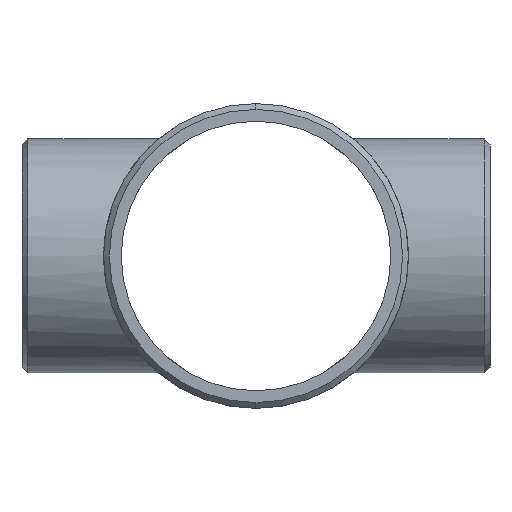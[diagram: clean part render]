
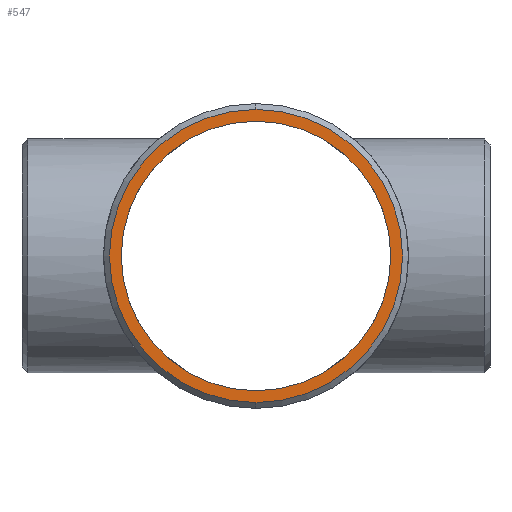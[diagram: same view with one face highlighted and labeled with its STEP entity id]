
A CAD part, left-side view. The second image highlights one B-rep face of the part: STEP entity #547.
In plain terms, the highlighted planar face has unit normal (-1, 0, 0).
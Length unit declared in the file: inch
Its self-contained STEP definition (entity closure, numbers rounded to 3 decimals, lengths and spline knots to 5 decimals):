
#4 = AXIS2_PLACEMENT_3D ( 'NONE', #501, #392, #850 ) ;
#35 = EDGE_CURVE ( 'NONE', #1338, #1160, #490, .T. ) ;
#45 = CARTESIAN_POINT ( 'NONE',  ( -7., 0., 0. ) ) ;
#53 = DIRECTION ( 'NONE',  ( 0., 0., 1. ) ) ;
#57 = CARTESIAN_POINT ( 'NONE',  ( -7., 0., 3.8125 ) ) ;
#170 = AXIS2_PLACEMENT_3D ( 'NONE', #1203, #1087, #53 ) ;
#260 = AXIS2_PLACEMENT_3D ( 'NONE', #1426, #1409, #404 ) ;
#282 = FACE_OUTER_BOUND ( 'NONE', #719, .T. ) ;
#328 = EDGE_CURVE ( 'NONE', #1160, #1338, #1380, .T. ) ;
#392 = DIRECTION ( 'NONE',  ( 1., 0., 0. ) ) ;
#395 = DIRECTION ( 'NONE',  ( -1., 0., 0. ) ) ;
#404 = DIRECTION ( 'NONE',  ( 0., 0., -1. ) ) ;
#425 = CARTESIAN_POINT ( 'NONE',  ( -7., 0., 4.14583 ) ) ;
#490 = CIRCLE ( 'NONE', #170, 3.8125 ) ;
#501 = CARTESIAN_POINT ( 'NONE',  ( -7., 0., 0. ) ) ;
#511 = DIRECTION ( 'NONE',  ( -1., 0., 0. ) ) ;
#547 = ADVANCED_FACE ( 'NONE', ( #282, #724 ), #969, .T. ) ;
#568 = EDGE_CURVE ( 'NONE', #1341, #870, #1109, .T. ) ;
#602 = EDGE_CURVE ( 'NONE', #870, #1341, #1272, .T. ) ;
#604 = ORIENTED_EDGE ( 'NONE', *, *, #328, .T. ) ;
#621 = CARTESIAN_POINT ( 'NONE',  ( -7., 0., 0. ) ) ;
#623 = ORIENTED_EDGE ( 'NONE', *, *, #568, .T. ) ;
#700 = CARTESIAN_POINT ( 'NONE',  ( -7., 0., -3.8125 ) ) ;
#719 = EDGE_LOOP ( 'NONE', ( #623, #1332 ) ) ;
#724 = FACE_BOUND ( 'NONE', #1317, .T. ) ;
#753 = ORIENTED_EDGE ( 'NONE', *, *, #35, .T. ) ;
#841 = DIRECTION ( 'NONE',  ( 0., 0., 1. ) ) ;
#850 = DIRECTION ( 'NONE',  ( 0., 0., 1. ) ) ;
#870 = VERTEX_POINT ( 'NONE', #425 ) ;
#969 = PLANE ( 'NONE',  #260 ) ;
#976 = DIRECTION ( 'NONE',  ( 0., 0., 1. ) ) ;
#1087 = DIRECTION ( 'NONE',  ( 1., 0., 0. ) ) ;
#1109 = CIRCLE ( 'NONE', #1302, 4.14583 ) ;
#1160 = VERTEX_POINT ( 'NONE', #57 ) ;
#1162 = CARTESIAN_POINT ( 'NONE',  ( -7., 0., -4.14583 ) ) ;
#1203 = CARTESIAN_POINT ( 'NONE',  ( -7., 0., 0. ) ) ;
#1272 = CIRCLE ( 'NONE', #1453, 4.14583 ) ;
#1302 = AXIS2_PLACEMENT_3D ( 'NONE', #621, #395, #841 ) ;
#1317 = EDGE_LOOP ( 'NONE', ( #604, #753 ) ) ;
#1332 = ORIENTED_EDGE ( 'NONE', *, *, #602, .T. ) ;
#1338 = VERTEX_POINT ( 'NONE', #700 ) ;
#1341 = VERTEX_POINT ( 'NONE', #1162 ) ;
#1380 = CIRCLE ( 'NONE', #4, 3.8125 ) ;
#1409 = DIRECTION ( 'NONE',  ( -1., 0., 0. ) ) ;
#1426 = CARTESIAN_POINT ( 'NONE',  ( -7., 0., 0. ) ) ;
#1453 = AXIS2_PLACEMENT_3D ( 'NONE', #45, #511, #976 ) ;
